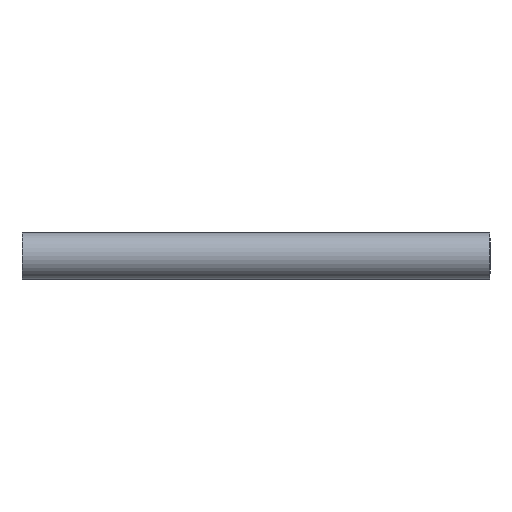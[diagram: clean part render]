
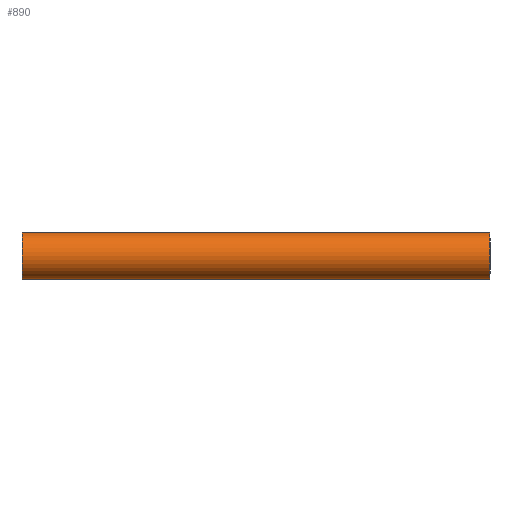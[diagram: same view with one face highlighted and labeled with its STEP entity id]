
A CAD part, left-side view. The second image highlights one B-rep face of the part: STEP entity #890.
In plain terms, the highlighted cylindrical face has radius 50 mm (diameter 100 mm), a full revolution.
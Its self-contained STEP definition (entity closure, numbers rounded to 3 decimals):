
#67=LINE('',#1418,#117);
#74=LINE('',#1439,#124);
#78=LINE('',#1453,#128);
#82=LINE('',#1464,#132);
#117=VECTOR('',#1125,10.);
#124=VECTOR('',#1148,10.);
#128=VECTOR('',#1160,10.);
#132=VECTOR('',#1174,10.);
#204=FACE_BOUND('',#320,.T.);
#205=FACE_BOUND('',#321,.T.);
#206=FACE_BOUND('',#322,.T.);
#254=FACE_OUTER_BOUND('',#319,.T.);
#319=EDGE_LOOP('',(#691));
#320=EDGE_LOOP('',(#692,#693,#694,#695));
#321=EDGE_LOOP('',(#696,#697,#698,#699));
#322=EDGE_LOOP('',(#700));
#406=CIRCLE('',#995,50.);
#408=CIRCLE('',#999,50.);
#411=CIRCLE('',#1006,50.);
#412=CIRCLE('',#1008,50.);
#415=CIRCLE('',#1014,50.);
#416=CIRCLE('',#1015,50.);
#457=VERTEX_POINT('',#1416);
#458=VERTEX_POINT('',#1417);
#461=VERTEX_POINT('',#1425);
#464=VERTEX_POINT('',#1435);
#469=VERTEX_POINT('',#1450);
#470=VERTEX_POINT('',#1452);
#471=VERTEX_POINT('',#1456);
#472=VERTEX_POINT('',#1460);
#475=VERTEX_POINT('',#1471);
#476=VERTEX_POINT('',#1473);
#539=EDGE_CURVE('',#457,#458,#67,.T.);
#543=EDGE_CURVE('',#461,#457,#406,.T.);
#548=EDGE_CURVE('',#458,#464,#408,.T.);
#550=EDGE_CURVE('',#464,#461,#74,.T.);
#556=EDGE_CURVE('',#470,#469,#78,.T.);
#559=EDGE_CURVE('',#469,#471,#411,.T.);
#560=EDGE_CURVE('',#472,#470,#412,.T.);
#562=EDGE_CURVE('',#471,#472,#82,.T.);
#565=EDGE_CURVE('',#475,#475,#415,.T.);
#566=EDGE_CURVE('',#476,#476,#416,.T.);
#691=ORIENTED_EDGE('',*,*,#565,.F.);
#692=ORIENTED_EDGE('',*,*,#543,.T.);
#693=ORIENTED_EDGE('',*,*,#539,.T.);
#694=ORIENTED_EDGE('',*,*,#548,.T.);
#695=ORIENTED_EDGE('',*,*,#550,.T.);
#696=ORIENTED_EDGE('',*,*,#556,.T.);
#697=ORIENTED_EDGE('',*,*,#559,.T.);
#698=ORIENTED_EDGE('',*,*,#562,.T.);
#699=ORIENTED_EDGE('',*,*,#560,.T.);
#700=ORIENTED_EDGE('',*,*,#566,.F.);
#858=CYLINDRICAL_SURFACE('',#1013,50.);
#890=ADVANCED_FACE('',(#254,#204,#205,#206),#858,.T.);
#995=AXIS2_PLACEMENT_3D('',#1426,#1132,#1133);
#999=AXIS2_PLACEMENT_3D('',#1436,#1143,#1144);
#1006=AXIS2_PLACEMENT_3D('',#1458,#1165,#1166);
#1008=AXIS2_PLACEMENT_3D('',#1461,#1169,#1170);
#1013=AXIS2_PLACEMENT_3D('',#1470,#1181,#1182);
#1014=AXIS2_PLACEMENT_3D('',#1472,#1183,#1184);
#1015=AXIS2_PLACEMENT_3D('',#1474,#1185,#1186);
#1125=DIRECTION('',(0.,-1.,0.));
#1132=DIRECTION('center_axis',(0.,1.,0.));
#1133=DIRECTION('ref_axis',(1.,0.,0.));
#1143=DIRECTION('center_axis',(0.,-1.,0.));
#1144=DIRECTION('ref_axis',(1.,0.,0.));
#1148=DIRECTION('',(0.,1.,0.));
#1160=DIRECTION('',(0.,-1.,0.));
#1165=DIRECTION('center_axis',(0.,-1.,0.));
#1166=DIRECTION('ref_axis',(1.,0.,0.));
#1169=DIRECTION('center_axis',(0.,1.,0.));
#1170=DIRECTION('ref_axis',(1.,0.,0.));
#1174=DIRECTION('',(0.,1.,0.));
#1181=DIRECTION('center_axis',(0.,1.,0.));
#1182=DIRECTION('ref_axis',(1.,0.,0.));
#1183=DIRECTION('center_axis',(0.,1.,0.));
#1184=DIRECTION('ref_axis',(1.,0.,0.));
#1185=DIRECTION('center_axis',(0.,-1.,0.));
#1186=DIRECTION('ref_axis',(1.,0.,0.));
#1416=CARTESIAN_POINT('',(49.434,850.,-7.5));
#1417=CARTESIAN_POINT('',(49.434,800.,-7.5));
#1418=CARTESIAN_POINT('',(49.434,0.,-7.5));
#1425=CARTESIAN_POINT('',(49.434,850.,7.5));
#1426=CARTESIAN_POINT('Origin',(0.,850.,0.));
#1435=CARTESIAN_POINT('',(49.434,800.,7.5));
#1436=CARTESIAN_POINT('Origin',(0.,800.,0.));
#1439=CARTESIAN_POINT('',(49.434,0.,7.5));
#1450=CARTESIAN_POINT('',(49.434,100.,-7.5));
#1452=CARTESIAN_POINT('',(49.434,150.,-7.5));
#1453=CARTESIAN_POINT('',(49.434,0.,-7.5));
#1456=CARTESIAN_POINT('',(49.434,100.,7.5));
#1458=CARTESIAN_POINT('Origin',(0.,100.,0.));
#1460=CARTESIAN_POINT('',(49.434,150.,7.5));
#1461=CARTESIAN_POINT('Origin',(0.,150.,0.));
#1464=CARTESIAN_POINT('',(49.434,0.,7.5));
#1470=CARTESIAN_POINT('Origin',(0.,0.,0.));
#1471=CARTESIAN_POINT('',(-50.,1000.,0.));
#1472=CARTESIAN_POINT('Origin',(0.,1000.,0.));
#1473=CARTESIAN_POINT('',(-50.,0.,0.));
#1474=CARTESIAN_POINT('Origin',(0.,0.,0.));
